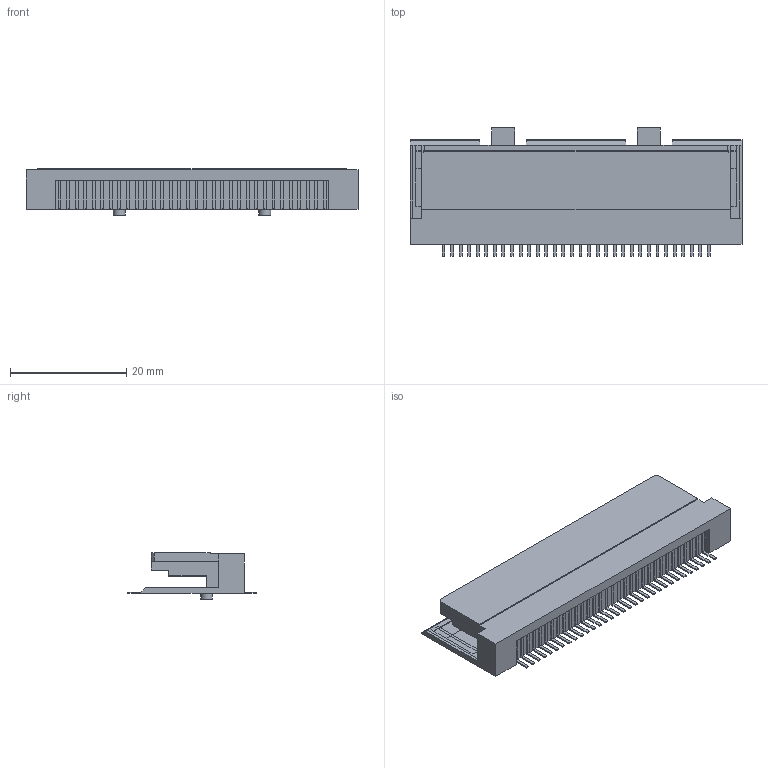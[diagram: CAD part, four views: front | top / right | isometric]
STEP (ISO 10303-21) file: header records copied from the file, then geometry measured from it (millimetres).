
FILE_DESCRIPTION(('FreeCAD Model'),'2;1');
FILE_NAME('willdurand-kicad-libs/willdurand_connector.3dshapes/GB_GBC_1x32.step','2020-06-07T23:33:48',('Author'),(''), 'Open CASCADE STEP processor 7.3','FreeCAD','Unknown');
FILE_SCHEMA(('AUTOMOTIVE_DESIGN { 1 0 10303 214 1 1 1 1 }'));
Length unit declared in the file: millimetre
Products named in the file (1): Group034
Bounding box: 57 x 22 x 8 mm (x, y, z)
Volume: 4718.5 mm3; surface area: 4359.5 mm2
Topology: 1 solids, 1 shells, 853 faces, 2131 edges, 1282 vertices
Faces by surface type: plane 851, cylinder 2
Full cylindrical faces by diameter (mm): 2 x2
Entity records: 56850 total; most frequent: CARTESIAN_POINT 9687, DIRECTION 6947, LINE 5227, VECTOR 5227, ORIENTED_EDGE 4262, PCURVE 4262, DEFINITIONAL_REPRESENTATION 4262, EDGE_CURVE 2131
